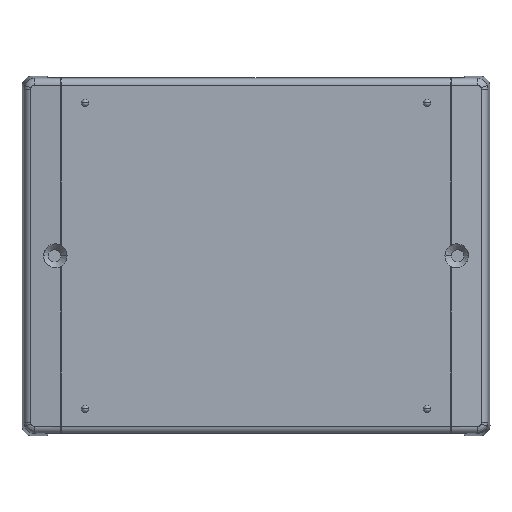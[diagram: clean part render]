
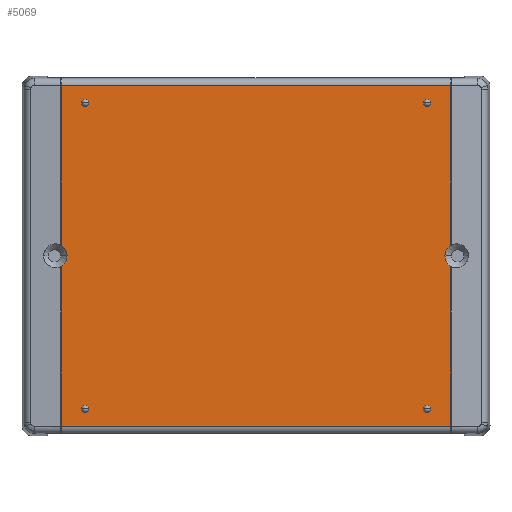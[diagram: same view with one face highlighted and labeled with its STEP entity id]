
A CAD part, top view. The second image highlights one B-rep face of the part: STEP entity #5069.
In plain terms, the highlighted planar face has unit normal (0, 0, 1).
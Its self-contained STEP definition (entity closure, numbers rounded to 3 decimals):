
#65=DIRECTION('',(0.,1.,0.));
#66=VECTOR('',#65,44.367);
#67=CARTESIAN_POINT('',(-54.115,-47.316,15.));
#68=LINE('',#67,#66);
#152=DIRECTION('',(0.,1.,0.));
#153=VECTOR('',#152,44.367);
#154=CARTESIAN_POINT('',(-54.115,2.949,15.));
#155=LINE('',#154,#153);
#1410=DIRECTION('',(0.,-1.,0.));
#1411=VECTOR('',#1410,44.367);
#1412=CARTESIAN_POINT('',(54.115,47.316,15.));
#1413=LINE('',#1412,#1411);
#1418=CARTESIAN_POINT('',(-56.,0.,15.));
#1419=DIRECTION('',(0.,0.,-1.));
#1420=DIRECTION('',(1.,0.,0.));
#1421=AXIS2_PLACEMENT_3D('',#1418,#1419,#1420);
#1423=CARTESIAN_POINT('',(-56.,0.,15.));
#1424=DIRECTION('',(0.,0.,-1.));
#1425=DIRECTION('',(0.539,0.843,0.));
#1426=AXIS2_PLACEMENT_3D('',#1423,#1424,#1425);
#1428=CARTESIAN_POINT('',(56.,0.,15.));
#1429=DIRECTION('',(0.,0.,-1.));
#1430=DIRECTION('',(-1.,0.,0.));
#1431=AXIS2_PLACEMENT_3D('',#1428,#1429,#1430);
#1433=CARTESIAN_POINT('',(56.,0.,15.));
#1434=DIRECTION('',(0.,0.,-1.));
#1435=DIRECTION('',(-0.539,-0.843,0.));
#1436=AXIS2_PLACEMENT_3D('',#1433,#1434,#1435);
#1438=CARTESIAN_POINT('',(-47.5,-42.5,15.));
#1439=DIRECTION('',(0.,0.,-1.));
#1440=DIRECTION('',(1.,0.,0.));
#1441=AXIS2_PLACEMENT_3D('',#1438,#1439,#1440);
#1443=CARTESIAN_POINT('',(-47.5,-42.5,15.));
#1444=DIRECTION('',(0.,0.,-1.));
#1445=DIRECTION('',(-1.,0.,0.));
#1446=AXIS2_PLACEMENT_3D('',#1443,#1444,#1445);
#1448=CARTESIAN_POINT('',(-47.5,42.5,15.));
#1449=DIRECTION('',(0.,0.,-1.));
#1450=DIRECTION('',(1.,0.,0.));
#1451=AXIS2_PLACEMENT_3D('',#1448,#1449,#1450);
#1453=CARTESIAN_POINT('',(-47.5,42.5,15.));
#1454=DIRECTION('',(0.,0.,-1.));
#1455=DIRECTION('',(-1.,0.,0.));
#1456=AXIS2_PLACEMENT_3D('',#1453,#1454,#1455);
#1458=CARTESIAN_POINT('',(47.5,42.5,15.));
#1459=DIRECTION('',(0.,0.,-1.));
#1460=DIRECTION('',(1.,0.,0.));
#1461=AXIS2_PLACEMENT_3D('',#1458,#1459,#1460);
#1463=CARTESIAN_POINT('',(47.5,42.5,15.));
#1464=DIRECTION('',(0.,0.,-1.));
#1465=DIRECTION('',(-1.,0.,0.));
#1466=AXIS2_PLACEMENT_3D('',#1463,#1464,#1465);
#1468=CARTESIAN_POINT('',(47.5,-42.5,15.));
#1469=DIRECTION('',(0.,0.,-1.));
#1470=DIRECTION('',(1.,0.,0.));
#1471=AXIS2_PLACEMENT_3D('',#1468,#1469,#1470);
#1473=CARTESIAN_POINT('',(47.5,-42.5,15.));
#1474=DIRECTION('',(0.,0.,-1.));
#1475=DIRECTION('',(-1.,0.,0.));
#1476=AXIS2_PLACEMENT_3D('',#1473,#1474,#1475);
#1482=DIRECTION('',(0.,-1.,0.));
#1483=VECTOR('',#1482,44.367);
#1484=CARTESIAN_POINT('',(54.115,-2.949,15.));
#1485=LINE('',#1484,#1483);
#1508=DIRECTION('',(-1.,0.,0.));
#1509=VECTOR('',#1508,108.23);
#1510=CARTESIAN_POINT('',(54.115,-47.316,15.));
#1511=LINE('',#1510,#1509);
#1633=DIRECTION('',(1.,0.,0.));
#1634=VECTOR('',#1633,108.23);
#1635=CARTESIAN_POINT('',(-54.115,47.316,15.));
#1636=LINE('',#1635,#1634);
#2312=CARTESIAN_POINT('',(-48.5,-42.5,15.));
#2313=VERTEX_POINT('',#2312);
#2314=CARTESIAN_POINT('',(-46.5,-42.5,15.));
#2315=VERTEX_POINT('',#2314);
#2316=CARTESIAN_POINT('',(46.5,-42.5,15.));
#2317=VERTEX_POINT('',#2316);
#2318=CARTESIAN_POINT('',(48.5,-42.5,15.));
#2319=VERTEX_POINT('',#2318);
#2320=CARTESIAN_POINT('',(46.5,42.5,15.));
#2321=VERTEX_POINT('',#2320);
#2322=CARTESIAN_POINT('',(48.5,42.5,15.));
#2323=VERTEX_POINT('',#2322);
#2324=CARTESIAN_POINT('',(-48.5,42.5,15.));
#2325=VERTEX_POINT('',#2324);
#2326=CARTESIAN_POINT('',(-46.5,42.5,15.));
#2327=VERTEX_POINT('',#2326);
#2336=CARTESIAN_POINT('',(52.5,0.,15.));
#2337=VERTEX_POINT('',#2336);
#2346=CARTESIAN_POINT('',(-52.5,0.,15.));
#2347=VERTEX_POINT('',#2346);
#2452=CARTESIAN_POINT('',(54.115,-2.949,15.));
#2453=CARTESIAN_POINT('',(54.115,-47.316,15.));
#2454=VERTEX_POINT('',#2452);
#2455=VERTEX_POINT('',#2453);
#2456=CARTESIAN_POINT('',(-54.115,-47.316,
15.));
#2457=VERTEX_POINT('',#2456);
#2458=CARTESIAN_POINT('',(-54.115,-2.949,15.));
#2459=VERTEX_POINT('',#2458);
#2460=CARTESIAN_POINT('',(-54.115,2.949,15.));
#2461=CARTESIAN_POINT('',(-54.115,47.316,15.));
#2462=VERTEX_POINT('',#2460);
#2463=VERTEX_POINT('',#2461);
#2464=CARTESIAN_POINT('',(54.115,47.316,15.));
#2465=VERTEX_POINT('',#2464);
#2466=CARTESIAN_POINT('',(54.115,2.949,15.));
#2467=VERTEX_POINT('',#2466);
#5023=CARTESIAN_POINT('',(0.,0.,15.));
#5024=DIRECTION('',(0.,0.,1.));
#5025=DIRECTION('',(1.,0.,0.));
#5026=AXIS2_PLACEMENT_3D('',#5023,#5024,#5025);
#5027=PLANE('',#5026);
#5029=ORIENTED_EDGE('',*,*,#5028,.T.);
#5031=ORIENTED_EDGE('',*,*,#5030,.T.);
#5032=ORIENTED_EDGE('',*,*,#2904,.T.);
#5033=ORIENTED_EDGE('',*,*,#2919,.F.);
#5034=ORIENTED_EDGE('',*,*,#2944,.F.);
#5035=ORIENTED_EDGE('',*,*,#2962,.T.);
#5037=ORIENTED_EDGE('',*,*,#5036,.T.);
#5038=ORIENTED_EDGE('',*,*,#5014,.T.);
#5040=ORIENTED_EDGE('',*,*,#5039,.F.);
#5042=ORIENTED_EDGE('',*,*,#5041,.F.);
#5043=EDGE_LOOP('',(#5029,#5031,#5032,#5033,#5034,#5035,#5037,#5038,#5040,
#5042));
#5044=FACE_OUTER_BOUND('',#5043,.F.);
#5046=ORIENTED_EDGE('',*,*,#5045,.F.);
#5048=ORIENTED_EDGE('',*,*,#5047,.F.);
#5049=EDGE_LOOP('',(#5046,#5048));
#5050=FACE_BOUND('',#5049,.F.);
#5052=ORIENTED_EDGE('',*,*,#5051,.F.);
#5054=ORIENTED_EDGE('',*,*,#5053,.F.);
#5055=EDGE_LOOP('',(#5052,#5054));
#5056=FACE_BOUND('',#5055,.F.);
#5058=ORIENTED_EDGE('',*,*,#5057,.F.);
#5060=ORIENTED_EDGE('',*,*,#5059,.F.);
#5061=EDGE_LOOP('',(#5058,#5060));
#5062=FACE_BOUND('',#5061,.F.);
#5064=ORIENTED_EDGE('',*,*,#5063,.F.);
#5066=ORIENTED_EDGE('',*,*,#5065,.F.);
#5067=EDGE_LOOP('',(#5064,#5066));
#5068=FACE_BOUND('',#5067,.F.);
#5069=ADVANCED_FACE('',(#5044,#5050,#5056,#5062,#5068),#5027,.T.);
#1422=CIRCLE('',#1421,3.5);
#1427=CIRCLE('',#1426,3.5);
#1432=CIRCLE('',#1431,3.5);
#1437=CIRCLE('',#1436,3.5);
#1442=CIRCLE('',#1441,1.);
#1447=CIRCLE('',#1446,1.);
#1452=CIRCLE('',#1451,1.);
#1457=CIRCLE('',#1456,1.);
#1462=CIRCLE('',#1461,1.);
#1467=CIRCLE('',#1466,1.);
#1472=CIRCLE('',#1471,1.);
#1477=CIRCLE('',#1476,1.);
#2904=EDGE_CURVE('',#2457,#2459,#68,.T.);
#2919=EDGE_CURVE('',#2347,#2459,#1422,.T.);
#2944=EDGE_CURVE('',#2462,#2347,#1427,.T.);
#2962=EDGE_CURVE('',#2462,#2463,#155,.T.);
#5014=EDGE_CURVE('',#2465,#2467,#1413,.T.);
#5028=EDGE_CURVE('',#2454,#2455,#1485,.T.);
#5030=EDGE_CURVE('',#2455,#2457,#1511,.T.);
#5036=EDGE_CURVE('',#2463,#2465,#1636,.T.);
#5039=EDGE_CURVE('',#2337,#2467,#1432,.T.);
#5041=EDGE_CURVE('',#2454,#2337,#1437,.T.);
#5045=EDGE_CURVE('',#2315,#2313,#1442,.T.);
#5047=EDGE_CURVE('',#2313,#2315,#1447,.T.);
#5051=EDGE_CURVE('',#2327,#2325,#1452,.T.);
#5053=EDGE_CURVE('',#2325,#2327,#1457,.T.);
#5057=EDGE_CURVE('',#2323,#2321,#1462,.T.);
#5059=EDGE_CURVE('',#2321,#2323,#1467,.T.);
#5063=EDGE_CURVE('',#2319,#2317,#1472,.T.);
#5065=EDGE_CURVE('',#2317,#2319,#1477,.T.);
